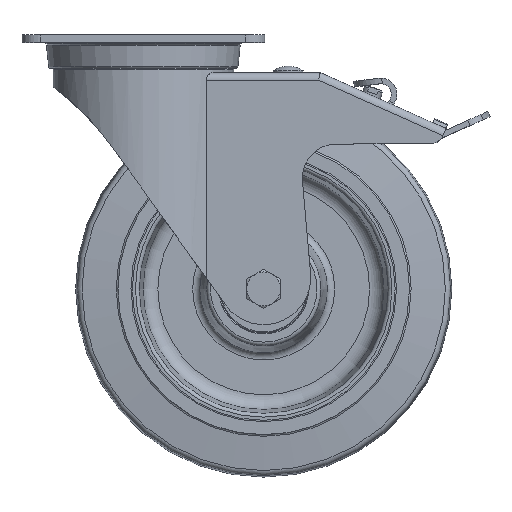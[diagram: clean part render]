
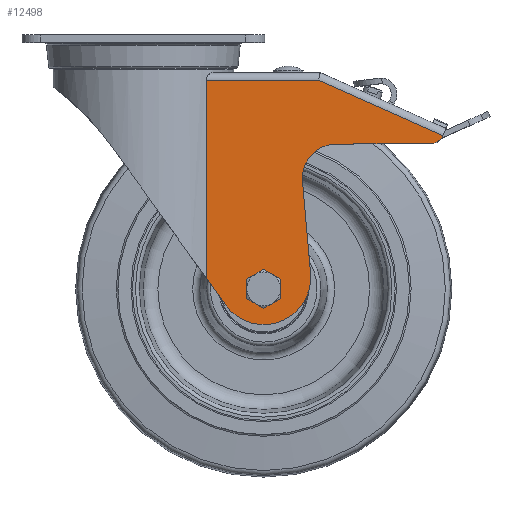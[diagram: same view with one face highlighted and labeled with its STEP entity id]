
A CAD part, top view. The second image highlights one B-rep face of the part: STEP entity #12498.
In plain terms, the highlighted planar face has unit normal (0, 0, 1).
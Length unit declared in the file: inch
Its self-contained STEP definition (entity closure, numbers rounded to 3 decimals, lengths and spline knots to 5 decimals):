
#573=FACE_BOUND('',#1581,.T.);
#861=FACE_OUTER_BOUND('',#1580,.T.);
#1580=EDGE_LOOP('',(#8651,#8652,#8653,#8654,#8655,#8656,#8657,#8658,#8659,
#8660));
#1581=EDGE_LOOP('',(#8661));
#2332=LINE('',#18894,#3322);
#2455=LINE('',#19484,#3445);
#2461=LINE('',#19505,#3451);
#2462=LINE('',#19507,#3452);
#2463=LINE('',#19509,#3453);
#2464=LINE('',#19513,#3454);
#2465=LINE('',#19517,#3455);
#3322=VECTOR('',#14932,39.37008);
#3445=VECTOR('',#15261,39.37008);
#3451=VECTOR('',#15279,39.37008);
#3452=VECTOR('',#15280,39.37008);
#3453=VECTOR('',#15281,39.37008);
#3454=VECTOR('',#15284,39.37008);
#3455=VECTOR('',#15287,39.37008);
#4336=CIRCLE('',#13503,0.98425);
#4337=CIRCLE('',#13504,0.70866);
#4338=CIRCLE('',#13505,0.23622);
#4339=CIRCLE('',#13506,0.24606);
#5079=VERTEX_POINT('',#18891);
#5080=VERTEX_POINT('',#18893);
#5230=VERTEX_POINT('',#19482);
#5239=VERTEX_POINT('',#19504);
#5240=VERTEX_POINT('',#19506);
#5241=VERTEX_POINT('',#19508);
#5242=VERTEX_POINT('',#19510);
#5243=VERTEX_POINT('',#19512);
#5244=VERTEX_POINT('',#19514);
#5245=VERTEX_POINT('',#19516);
#5246=VERTEX_POINT('',#19519);
#6363=EDGE_CURVE('',#5079,#5080,#2332,.T.);
#6571=EDGE_CURVE('',#5079,#5230,#2455,.T.);
#6581=EDGE_CURVE('',#5230,#5239,#2461,.T.);
#6582=EDGE_CURVE('',#5239,#5240,#2462,.T.);
#6583=EDGE_CURVE('',#5241,#5240,#2463,.T.);
#6584=EDGE_CURVE('',#5241,#5242,#4336,.F.);
#6585=EDGE_CURVE('',#5243,#5242,#2464,.T.);
#6586=EDGE_CURVE('',#5244,#5243,#4337,.F.);
#6587=EDGE_CURVE('',#5245,#5244,#2465,.T.);
#6588=EDGE_CURVE('',#5245,#5080,#4338,.F.);
#6589=EDGE_CURVE('',#5246,#5246,#4339,.F.);
#8651=ORIENTED_EDGE('',*,*,#6363,.F.);
#8652=ORIENTED_EDGE('',*,*,#6571,.T.);
#8653=ORIENTED_EDGE('',*,*,#6581,.T.);
#8654=ORIENTED_EDGE('',*,*,#6582,.T.);
#8655=ORIENTED_EDGE('',*,*,#6583,.F.);
#8656=ORIENTED_EDGE('',*,*,#6584,.T.);
#8657=ORIENTED_EDGE('',*,*,#6585,.F.);
#8658=ORIENTED_EDGE('',*,*,#6586,.F.);
#8659=ORIENTED_EDGE('',*,*,#6587,.F.);
#8660=ORIENTED_EDGE('',*,*,#6588,.T.);
#8661=ORIENTED_EDGE('',*,*,#6589,.F.);
#12195=PLANE('',#13502);
#12498=ADVANCED_FACE('',(#861,#573),#12195,.F.);
#13502=AXIS2_PLACEMENT_3D('',#19503,#15277,#15278);
#13503=AXIS2_PLACEMENT_3D('',#19511,#15282,#15283);
#13504=AXIS2_PLACEMENT_3D('',#19515,#15285,#15286);
#13505=AXIS2_PLACEMENT_3D('',#19518,#15288,#15289);
#13506=AXIS2_PLACEMENT_3D('',#19520,#15290,#15291);
#14932=DIRECTION('',(-0.407,-0.914,0.));
#15261=DIRECTION('',(-0.914,0.407,0.));
#15277=DIRECTION('center_axis',(0.,0.,-1.));
#15278=DIRECTION('ref_axis',(-1.,0.,0.));
#15279=DIRECTION('',(-1.,0.,0.));
#15280=DIRECTION('',(0.,-1.,0.));
#15281=DIRECTION('',(-0.582,0.813,0.));
#15282=DIRECTION('center_axis',(0.,0.,-1.));
#15283=DIRECTION('ref_axis',(-1.,0.,0.));
#15284=DIRECTION('',(0.087,-0.996,0.));
#15285=DIRECTION('center_axis',(0.,0.,-1.));
#15286=DIRECTION('ref_axis',(-1.,0.,0.));
#15287=DIRECTION('',(-1.,-0.009,0.));
#15288=DIRECTION('center_axis',(0.,0.,-1.));
#15289=DIRECTION('ref_axis',(-1.,0.,0.));
#15290=DIRECTION('center_axis',(0.,0.,-1.));
#15291=DIRECTION('ref_axis',(-1.,0.,0.));
#18891=CARTESIAN_POINT('',(6.26917,-2.10448,1.35827));
#18893=CARTESIAN_POINT('',(6.25871,-2.12797,1.35827));
#18894=CARTESIAN_POINT('',(6.31378,-2.00427,1.35827));
#19482=CARTESIAN_POINT('',(3.66731,-0.94606,1.35827));
#19484=CARTESIAN_POINT('',(5.99469,-1.98228,1.35827));
#19503=CARTESIAN_POINT('Origin',(3.93701,-0.94606,1.35827));
#19504=CARTESIAN_POINT('',(1.31389,-0.94606,1.35827));
#19505=CARTESIAN_POINT('',(3.93701,-0.94606,1.35827));
#19506=CARTESIAN_POINT('',(1.31389,-5.08492,1.35827));
#19507=CARTESIAN_POINT('',(1.31389,-6.29921,1.35827));
#19508=CARTESIAN_POINT('',(1.71958,-5.65118,1.35827));
#19509=CARTESIAN_POINT('',(0.24415,-3.59179,1.35827));
#19510=CARTESIAN_POINT('',(3.50019,-4.9921,1.35827));
#19511=CARTESIAN_POINT('Origin',(2.51969,-5.07795,1.35827));
#19512=CARTESIAN_POINT('',(3.33065,-3.05591,1.35827));
#19513=CARTESIAN_POINT('',(3.15194,-1.0148,1.35827));
#19514=CARTESIAN_POINT('',(4.03051,-2.28546,1.35827));
#19515=CARTESIAN_POINT('Origin',(4.03661,-2.99409,1.35827));
#19516=CARTESIAN_POINT('',(6.04495,-2.2681,1.35827));
#19517=CARTESIAN_POINT('',(3.94856,-2.28617,1.35827));
#19518=CARTESIAN_POINT('Origin',(6.04291,-2.03189,1.35827));
#19519=CARTESIAN_POINT('',(2.76575,-5.31496,1.35827));
#19520=CARTESIAN_POINT('Origin',(2.51969,-5.31496,1.35827));
